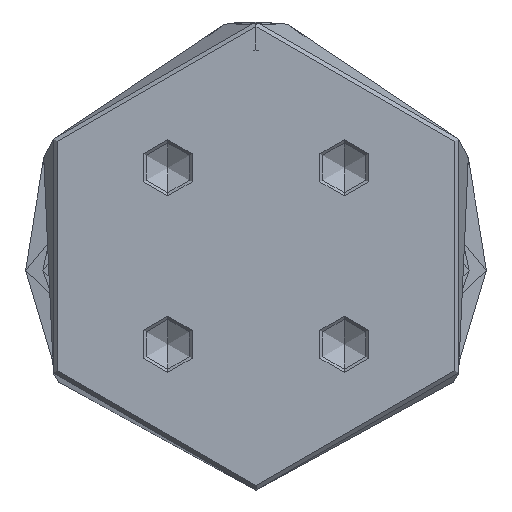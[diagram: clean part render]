
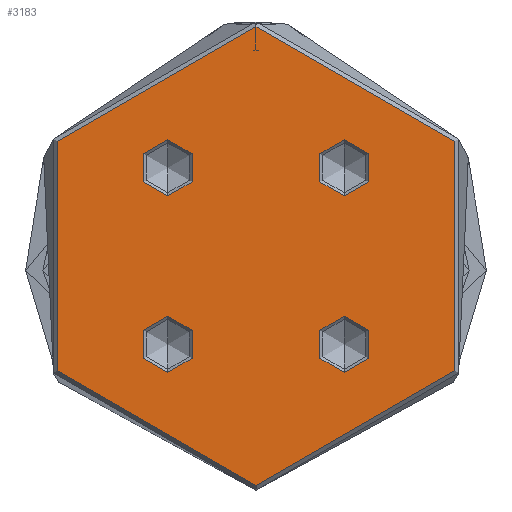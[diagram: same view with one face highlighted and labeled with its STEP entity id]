
A CAD part, front view. The second image highlights one B-rep face of the part: STEP entity #3183.
In plain terms, the highlighted face is planar.
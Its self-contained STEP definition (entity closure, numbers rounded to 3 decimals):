
#33 = DIRECTION ( 'NONE',  ( -1., 0., 0. ) ) ;
#50 = DIRECTION ( 'NONE',  ( 0., 0., -1. ) ) ;
#125 = ORIENTED_EDGE ( 'NONE', *, *, #604, .T. ) ;
#232 = DIRECTION ( 'NONE',  ( -1., 0., 0. ) ) ;
#233 = DIRECTION ( 'NONE',  ( 0., 0., -1. ) ) ;
#234 = EDGE_LOOP ( 'NONE', ( #125, #2636 ) ) ;
#290 = AXIS2_PLACEMENT_3D ( 'NONE', #3339, #7615, #3948 ) ;
#409 = CARTESIAN_POINT ( 'NONE',  ( 0., 0., 0. ) ) ;
#501 = VERTEX_POINT ( 'NONE', #1593 ) ;
#586 = ORIENTED_EDGE ( 'NONE', *, *, #1730, .F. ) ;
#604 = EDGE_CURVE ( 'NONE', #7042, #792, #7848, .T. ) ;
#792 = VERTEX_POINT ( 'NONE', #1406 ) ;
#1032 = DIRECTION ( 'NONE',  ( 1., 0., 0. ) ) ;
#1089 = CARTESIAN_POINT ( 'NONE',  ( -14.142, 14.142, 0. ) ) ;
#1116 = EDGE_LOOP ( 'NONE', ( #3408, #586 ) ) ;
#1333 = CARTESIAN_POINT ( 'NONE',  ( 36.75, 0., 0. ) ) ;
#1406 = CARTESIAN_POINT ( 'NONE',  ( 9.642, -14.142, 0. ) ) ;
#1409 = CIRCLE ( 'NONE', #290, 36.75 ) ;
#1593 = CARTESIAN_POINT ( 'NONE',  ( 9.642, 14.142, 0. ) ) ;
#1603 = CARTESIAN_POINT ( 'NONE',  ( -14.142, -14.142, 0. ) ) ;
#1665 = CARTESIAN_POINT ( 'NONE',  ( -9.642, 14.142, 0. ) ) ;
#1671 = EDGE_CURVE ( 'NONE', #3627, #7898, #3874, .T. ) ;
#1730 = EDGE_CURVE ( 'NONE', #4596, #7640, #5303, .T. ) ;
#1888 = AXIS2_PLACEMENT_3D ( 'NONE', #3761, #50, #4367 ) ;
#1898 = EDGE_CURVE ( 'NONE', #7640, #4596, #4996, .T. ) ;
#1999 = DIRECTION ( 'NONE',  ( 0., 0., 1. ) ) ;
#2140 = DIRECTION ( 'NONE',  ( 0., 0., 1. ) ) ;
#2162 = DIRECTION ( 'NONE',  ( -1., 0., 0. ) ) ;
#2326 = CARTESIAN_POINT ( 'NONE',  ( 14.142, 14.142, 0. ) ) ;
#2330 = AXIS2_PLACEMENT_3D ( 'NONE', #6348, #233, #7607 ) ;
#2383 = ORIENTED_EDGE ( 'NONE', *, *, #4468, .T. ) ;
#2420 = EDGE_CURVE ( 'NONE', #5752, #7604, #1409, .T. ) ;
#2636 = ORIENTED_EDGE ( 'NONE', *, *, #7376, .T. ) ;
#2910 = CARTESIAN_POINT ( 'NONE',  ( 14.142, -14.142, 0. ) ) ;
#2951 = FACE_BOUND ( 'NONE', #234, .T. ) ;
#2966 = DIRECTION ( 'NONE',  ( 1., 0., 0. ) ) ;
#2977 = AXIS2_PLACEMENT_3D ( 'NONE', #3009, #3638, #7920 ) ;
#3009 = CARTESIAN_POINT ( 'NONE',  ( 0., 0., 0. ) ) ;
#3183 = ADVANCED_FACE ( 'NONE', ( #6033, #4571, #2951, #6208, #4379 ), #5446, .F. ) ;
#3186 = CARTESIAN_POINT ( 'NONE',  ( 18.642, 14.142, 0. ) ) ;
#3339 = CARTESIAN_POINT ( 'NONE',  ( 0., 0., 0. ) ) ;
#3408 = ORIENTED_EDGE ( 'NONE', *, *, #1898, .F. ) ;
#3553 = DIRECTION ( 'NONE',  ( 1., 0., 0. ) ) ;
#3627 = VERTEX_POINT ( 'NONE', #1665 ) ;
#3638 = DIRECTION ( 'NONE',  ( 0., 0., -1. ) ) ;
#3700 = CIRCLE ( 'NONE', #7298, 4.5 ) ;
#3761 = CARTESIAN_POINT ( 'NONE',  ( -14.142, 14.142, 0. ) ) ;
#3874 = CIRCLE ( 'NONE', #5071, 4.5 ) ;
#3948 = DIRECTION ( 'NONE',  ( 1., 0., 0. ) ) ;
#4171 = EDGE_CURVE ( 'NONE', #6601, #501, #3700, .T. ) ;
#4177 = CIRCLE ( 'NONE', #1888, 4.5 ) ;
#4287 = AXIS2_PLACEMENT_3D ( 'NONE', #2326, #6647, #2966 ) ;
#4367 = DIRECTION ( 'NONE',  ( -1., 0., 0. ) ) ;
#4379 = FACE_OUTER_BOUND ( 'NONE', #6450, .T. ) ;
#4450 = ORIENTED_EDGE ( 'NONE', *, *, #2420, .T. ) ;
#4468 = EDGE_CURVE ( 'NONE', #7898, #3627, #4177, .T. ) ;
#4571 = FACE_BOUND ( 'NONE', #7003, .T. ) ;
#4596 = VERTEX_POINT ( 'NONE', #5091 ) ;
#4607 = DIRECTION ( 'NONE',  ( 0., 0., 1. ) ) ;
#4713 = DIRECTION ( 'NONE',  ( 0., 0., 1. ) ) ;
#4764 = CARTESIAN_POINT ( 'NONE',  ( -18.642, 14.142, 0. ) ) ;
#4830 = ORIENTED_EDGE ( 'NONE', *, *, #4171, .F. ) ;
#4996 = CIRCLE ( 'NONE', #7382, 4.5 ) ;
#5071 = AXIS2_PLACEMENT_3D ( 'NONE', #1089, #7301, #232 ) ;
#5091 = CARTESIAN_POINT ( 'NONE',  ( -9.642, -14.142, 0. ) ) ;
#5303 = CIRCLE ( 'NONE', #6313, 4.5 ) ;
#5322 = CIRCLE ( 'NONE', #7014, 4.5 ) ;
#5446 = PLANE ( 'NONE',  #2977 ) ;
#5552 = EDGE_CURVE ( 'NONE', #501, #6601, #7494, .T. ) ;
#5648 = CARTESIAN_POINT ( 'NONE',  ( 18.642, -14.142, 0. ) ) ;
#5703 = CARTESIAN_POINT ( 'NONE',  ( 14.142, 14.142, 0. ) ) ;
#5752 = VERTEX_POINT ( 'NONE', #7066 ) ;
#5760 = CARTESIAN_POINT ( 'NONE',  ( -18.642, -14.142, 0. ) ) ;
#5789 = ORIENTED_EDGE ( 'NONE', *, *, #5931, .T. ) ;
#5800 = ORIENTED_EDGE ( 'NONE', *, *, #5552, .F. ) ;
#5931 = EDGE_CURVE ( 'NONE', #7604, #5752, #6139, .T. ) ;
#6033 = FACE_BOUND ( 'NONE', #1116, .T. ) ;
#6139 = CIRCLE ( 'NONE', #7686, 36.75 ) ;
#6208 = FACE_BOUND ( 'NONE', #7544, .T. ) ;
#6234 = CARTESIAN_POINT ( 'NONE',  ( -14.142, -14.142, 0. ) ) ;
#6313 = AXIS2_PLACEMENT_3D ( 'NONE', #6234, #4607, #33 ) ;
#6320 = DIRECTION ( 'NONE',  ( 1., 0., 0. ) ) ;
#6348 = CARTESIAN_POINT ( 'NONE',  ( 14.142, -14.142, 0. ) ) ;
#6450 = EDGE_LOOP ( 'NONE', ( #4450, #5789 ) ) ;
#6601 = VERTEX_POINT ( 'NONE', #3186 ) ;
#6647 = DIRECTION ( 'NONE',  ( 0., 0., 1. ) ) ;
#6962 = ORIENTED_EDGE ( 'NONE', *, *, #1671, .T. ) ;
#7003 = EDGE_LOOP ( 'NONE', ( #2383, #6962 ) ) ;
#7014 = AXIS2_PLACEMENT_3D ( 'NONE', #2910, #7204, #3553 ) ;
#7042 = VERTEX_POINT ( 'NONE', #5648 ) ;
#7066 = CARTESIAN_POINT ( 'NONE',  ( -36.75, 0., 0. ) ) ;
#7204 = DIRECTION ( 'NONE',  ( 0., 0., -1. ) ) ;
#7298 = AXIS2_PLACEMENT_3D ( 'NONE', #5703, #1999, #6320 ) ;
#7301 = DIRECTION ( 'NONE',  ( 0., 0., -1. ) ) ;
#7376 = EDGE_CURVE ( 'NONE', #792, #7042, #5322, .T. ) ;
#7382 = AXIS2_PLACEMENT_3D ( 'NONE', #1603, #2140, #2162 ) ;
#7494 = CIRCLE ( 'NONE', #4287, 4.5 ) ;
#7544 = EDGE_LOOP ( 'NONE', ( #4830, #5800 ) ) ;
#7604 = VERTEX_POINT ( 'NONE', #1333 ) ;
#7607 = DIRECTION ( 'NONE',  ( 1., 0., 0. ) ) ;
#7615 = DIRECTION ( 'NONE',  ( 0., 0., 1. ) ) ;
#7640 = VERTEX_POINT ( 'NONE', #5760 ) ;
#7686 = AXIS2_PLACEMENT_3D ( 'NONE', #409, #4713, #1032 ) ;
#7848 = CIRCLE ( 'NONE', #2330, 4.5 ) ;
#7898 = VERTEX_POINT ( 'NONE', #4764 ) ;
#7920 = DIRECTION ( 'NONE',  ( -1., 0., 0. ) ) ;
